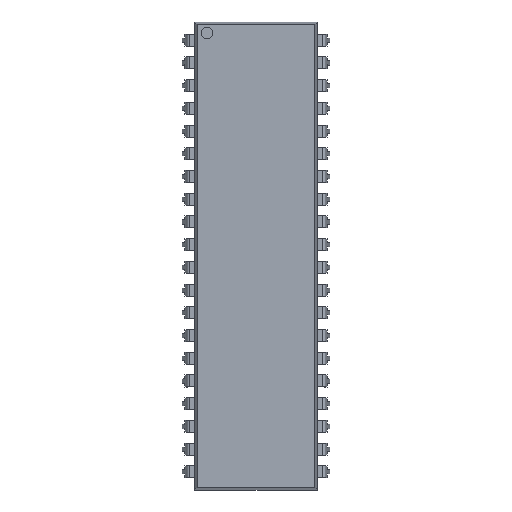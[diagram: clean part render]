
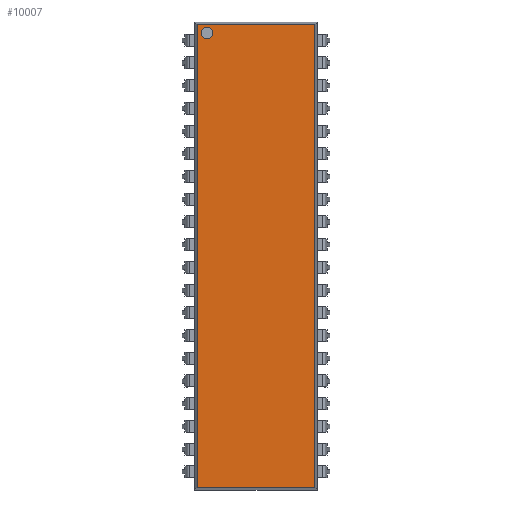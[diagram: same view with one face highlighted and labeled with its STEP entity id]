
A CAD part, top view. The second image highlights one B-rep face of the part: STEP entity #10007.
In plain terms, the highlighted planar face has unit normal (0, 0, 1).
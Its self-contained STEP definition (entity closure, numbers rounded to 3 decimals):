
#54=FACE_BOUND('',#1179,.T.);
#64=PLANE('',#10639);
#602=FACE_OUTER_BOUND('',#1178,.T.);
#1178=EDGE_LOOP('',(#7011,#7012,#7013,#7014));
#1179=EDGE_LOOP('',(#7015));
#1759=LINE('',#14188,#3068);
#1762=LINE('',#14193,#3071);
#1764=LINE('',#14197,#3073);
#1765=LINE('',#14199,#3074);
#3068=VECTOR('',#11399,1000.);
#3071=VECTOR('',#11404,1000.);
#3073=VECTOR('',#11408,1000.);
#3074=VECTOR('',#11411,1000.);
#4363=CIRCLE('',#10628,0.654);
#4525=VERTEX_POINT('',#14154);
#4535=VERTEX_POINT('',#14185);
#4536=VERTEX_POINT('',#14187);
#4537=VERTEX_POINT('',#14191);
#4538=VERTEX_POINT('',#14195);
#5503=EDGE_CURVE('',#4525,#4525,#4363,.T.);
#5519=EDGE_CURVE('',#4536,#4535,#1759,.T.);
#5522=EDGE_CURVE('',#4535,#4537,#1762,.T.);
#5524=EDGE_CURVE('',#4537,#4538,#1764,.T.);
#5525=EDGE_CURVE('',#4538,#4536,#1765,.T.);
#7011=ORIENTED_EDGE('',*,*,#5519,.T.);
#7012=ORIENTED_EDGE('',*,*,#5522,.T.);
#7013=ORIENTED_EDGE('',*,*,#5524,.T.);
#7014=ORIENTED_EDGE('',*,*,#5525,.T.);
#7015=ORIENTED_EDGE('',*,*,#5503,.T.);
#10007=ADVANCED_FACE('',(#602,#54),#64,.T.);
#10628=AXIS2_PLACEMENT_3D('',#14155,#11369,#11370);
#10639=AXIS2_PLACEMENT_3D('',#14200,#11412,#11413);
#11369=DIRECTION('center_axis',(0.,0.,
-1.));
#11370=DIRECTION('ref_axis',(-1.,0.,0.));
#11399=DIRECTION('',(0.,-1.,0.));
#11404=DIRECTION('',(1.,0.,0.));
#11408=DIRECTION('',(0.,1.,0.));
#11411=DIRECTION('',(-1.,0.,0.));
#11412=DIRECTION('center_axis',(0.,0.,
1.));
#11413=DIRECTION('ref_axis',(-1.,0.,0.));
#14154=CARTESIAN_POINT('',(-4.983,24.954,4.97));
#14155=CARTESIAN_POINT('Origin',(-5.637,24.954,4.97));
#14185=CARTESIAN_POINT('',(-6.746,-25.858,4.97));
#14187=CARTESIAN_POINT('',(-6.746,25.919,4.97));
#14188=CARTESIAN_POINT('',(-6.746,26.193,4.97));
#14191=CARTESIAN_POINT('',(6.423,-25.858,4.97));
#14193=CARTESIAN_POINT('',(-7.02,-25.858,4.97));
#14195=CARTESIAN_POINT('',(6.423,25.919,4.97));
#14197=CARTESIAN_POINT('',(6.423,-26.131,4.97));
#14199=CARTESIAN_POINT('',(6.696,25.919,4.97));
#14200=CARTESIAN_POINT('Origin',(-0.162,0.031,
4.97));
